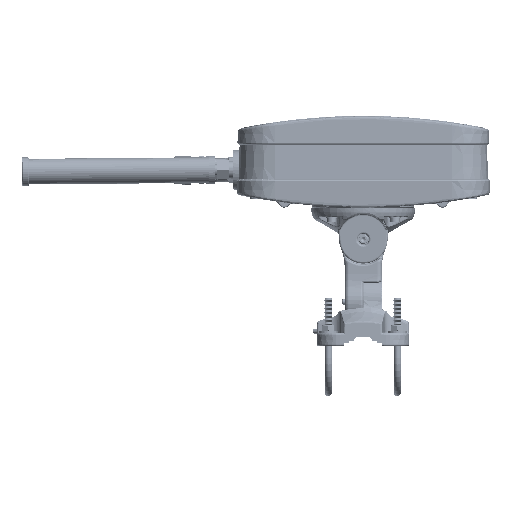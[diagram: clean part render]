
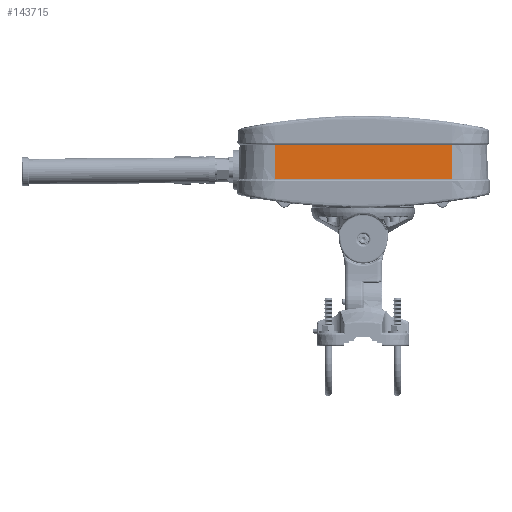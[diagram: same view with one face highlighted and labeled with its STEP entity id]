
A CAD part, front view. The second image highlights one B-rep face of the part: STEP entity #143715.
In plain terms, the highlighted planar face has unit normal (0, -1, 0.033).
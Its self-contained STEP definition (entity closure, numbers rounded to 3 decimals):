
#10737=LINE('',#267411,#18862);
#11081=LINE('',#288363,#19206);
#11595=LINE('',#307013,#19720);
#11767=LINE('',#308274,#19892);
#18862=VECTOR('',#174338,1000.);
#19206=VECTOR('',#175608,1000.);
#19720=VECTOR('',#178050,1000.);
#19892=VECTOR('',#178694,1000.);
#26132=PLANE('',#155686);
#32002=FACE_OUTER_BOUND('',#41148,.T.);
#41148=EDGE_LOOP('',(#108016,#108017,#108018,#108019));
#63336=VERTEX_POINT('',#267408);
#63337=VERTEX_POINT('',#267410);
#64250=VERTEX_POINT('',#288362);
#65180=VERTEX_POINT('',#307002);
#77692=EDGE_CURVE('',#63337,#63336,#10737,.T.);
#78880=EDGE_CURVE('',#64250,#63337,#11081,.T.);
#80434=EDGE_CURVE('',#65180,#64250,#11595,.F.);
#80723=EDGE_CURVE('',#63336,#65180,#11767,.F.);
#108016=ORIENTED_EDGE('',*,*,#80723,.T.);
#108017=ORIENTED_EDGE('',*,*,#80434,.T.);
#108018=ORIENTED_EDGE('',*,*,#78880,.T.);
#108019=ORIENTED_EDGE('',*,*,#77692,.T.);
#143715=ADVANCED_FACE('',(#32002),#26132,.T.);
#155686=AXIS2_PLACEMENT_3D('',#308275,#178695,#178696);
#174338=DIRECTION('',(1.,0.,0.));
#175608=DIRECTION('',(0.,-0.033,-0.999));
#178050=DIRECTION('',(1.,0.,0.));
#178694=DIRECTION('',(0.,-0.033,-0.999));
#178695=DIRECTION('center_axis',(0.,-0.999,0.033));
#178696=DIRECTION('ref_axis',(0.,-0.033,-0.999));
#267408=CARTESIAN_POINT('',(94.75,-133.873,-35.25));
#267410=CARTESIAN_POINT('',(-94.75,-133.873,-35.25));
#267411=CARTESIAN_POINT('',(-94.75,-133.873,-35.25));
#288362=CARTESIAN_POINT('',(-94.75,-132.543,4.846));
#288363=CARTESIAN_POINT('',(-94.75,-133.873,-35.25));
#307002=CARTESIAN_POINT('',(94.75,-132.543,4.846));
#307013=CARTESIAN_POINT('',(0.,-132.543,4.846));
#308274=CARTESIAN_POINT('',(94.75,-133.873,-35.25));
#308275=CARTESIAN_POINT('Origin',(0.,-133.873,-35.25));
